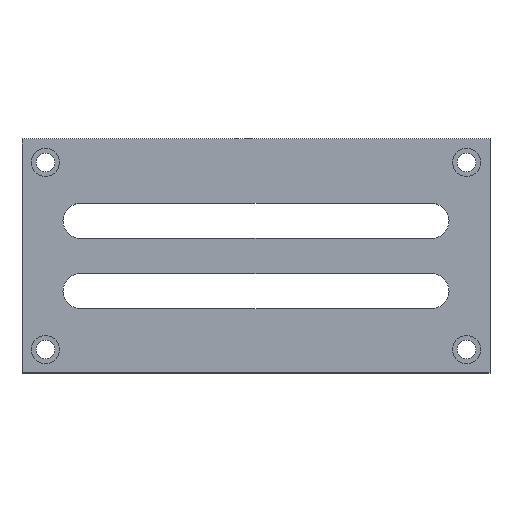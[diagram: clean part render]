
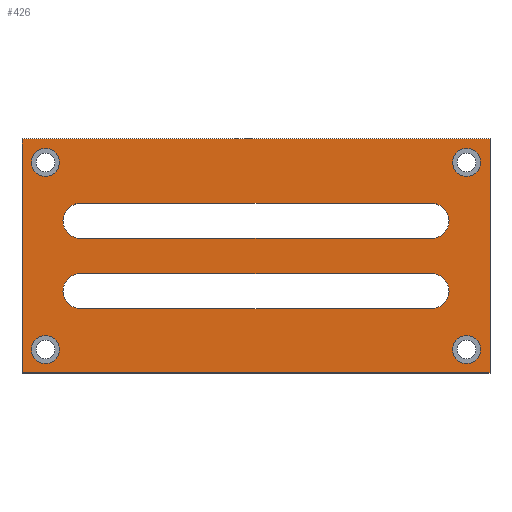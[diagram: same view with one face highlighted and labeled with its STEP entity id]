
A CAD part, top view. The second image highlights one B-rep face of the part: STEP entity #426.
In plain terms, the highlighted planar face has unit normal (0, 0, 1).
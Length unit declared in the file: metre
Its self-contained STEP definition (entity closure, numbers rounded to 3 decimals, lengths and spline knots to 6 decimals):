
#20=LINE('',#669,#48);
#21=LINE('',#672,#49);
#22=LINE('',#674,#50);
#23=LINE('',#676,#51);
#24=LINE('',#680,#52);
#25=LINE('',#684,#53);
#26=LINE('',#688,#54);
#27=LINE('',#692,#55);
#48=VECTOR('',#545,1.);
#49=VECTOR('',#546,1.);
#50=VECTOR('',#547,1.);
#51=VECTOR('',#548,1.);
#52=VECTOR('',#551,1.);
#53=VECTOR('',#554,1.);
#54=VECTOR('',#557,1.);
#55=VECTOR('',#560,1.);
#76=PLANE('',#473);
#98=ORIENTED_EDGE('',*,*,#202,.F.);
#99=ORIENTED_EDGE('',*,*,#203,.T.);
#100=ORIENTED_EDGE('',*,*,#204,.F.);
#101=ORIENTED_EDGE('',*,*,#205,.F.);
#102=ORIENTED_EDGE('',*,*,#206,.T.);
#103=ORIENTED_EDGE('',*,*,#207,.T.);
#104=ORIENTED_EDGE('',*,*,#208,.F.);
#105=ORIENTED_EDGE('',*,*,#209,.T.);
#106=ORIENTED_EDGE('',*,*,#210,.T.);
#107=ORIENTED_EDGE('',*,*,#211,.T.);
#108=ORIENTED_EDGE('',*,*,#212,.F.);
#109=ORIENTED_EDGE('',*,*,#213,.T.);
#110=ORIENTED_EDGE('',*,*,#214,.T.);
#111=ORIENTED_EDGE('',*,*,#215,.T.);
#112=ORIENTED_EDGE('',*,*,#216,.F.);
#113=ORIENTED_EDGE('',*,*,#217,.T.);
#202=EDGE_CURVE('',#254,#254,#294,.T.);
#203=EDGE_CURVE('',#255,#255,#295,.T.);
#204=EDGE_CURVE('',#256,#256,#296,.T.);
#205=EDGE_CURVE('',#257,#258,#20,.T.);
#206=EDGE_CURVE('',#257,#259,#21,.T.);
#207=EDGE_CURVE('',#259,#260,#22,.T.);
#208=EDGE_CURVE('',#258,#260,#23,.T.);
#209=EDGE_CURVE('',#261,#262,#297,.T.);
#210=EDGE_CURVE('',#262,#263,#24,.T.);
#211=EDGE_CURVE('',#263,#264,#298,.T.);
#212=EDGE_CURVE('',#261,#264,#25,.T.);
#213=EDGE_CURVE('',#265,#266,#299,.T.);
#214=EDGE_CURVE('',#266,#267,#26,.T.);
#215=EDGE_CURVE('',#267,#268,#300,.T.);
#216=EDGE_CURVE('',#265,#268,#27,.T.);
#217=EDGE_CURVE('',#269,#269,#301,.T.);
#254=VERTEX_POINT('',#664);
#255=VERTEX_POINT('',#666);
#256=VERTEX_POINT('',#668);
#257=VERTEX_POINT('',#670);
#258=VERTEX_POINT('',#671);
#259=VERTEX_POINT('',#673);
#260=VERTEX_POINT('',#675);
#261=VERTEX_POINT('',#678);
#262=VERTEX_POINT('',#679);
#263=VERTEX_POINT('',#681);
#264=VERTEX_POINT('',#683);
#265=VERTEX_POINT('',#686);
#266=VERTEX_POINT('',#687);
#267=VERTEX_POINT('',#689);
#268=VERTEX_POINT('',#691);
#269=VERTEX_POINT('',#694);
#294=CIRCLE('',#474,0.006);
#295=CIRCLE('',#475,0.006);
#296=CIRCLE('',#476,0.006);
#297=CIRCLE('',#477,0.0075);
#298=CIRCLE('',#478,0.0075);
#299=CIRCLE('',#479,0.0075);
#300=CIRCLE('',#480,0.0075);
#301=CIRCLE('',#481,0.006);
#318=EDGE_LOOP('',(#98));
#319=EDGE_LOOP('',(#99));
#320=EDGE_LOOP('',(#100));
#321=EDGE_LOOP('',(#101,#102,#103,#104));
#322=EDGE_LOOP('',(#105,#106,#107,#108));
#323=EDGE_LOOP('',(#109,#110,#111,#112));
#324=EDGE_LOOP('',(#113));
#368=FACE_BOUND('',#318,.T.);
#369=FACE_BOUND('',#319,.T.);
#370=FACE_BOUND('',#320,.T.);
#371=FACE_BOUND('',#321,.T.);
#372=FACE_BOUND('',#322,.T.);
#373=FACE_BOUND('',#323,.T.);
#374=FACE_BOUND('',#324,.T.);
#426=ADVANCED_FACE('',(#368,#369,#370,#371,#372,#373,#374),#76,.T.);
#473=AXIS2_PLACEMENT_3D('',#662,#537,#538);
#474=AXIS2_PLACEMENT_3D('',#663,#539,#540);
#475=AXIS2_PLACEMENT_3D('',#665,#541,#542);
#476=AXIS2_PLACEMENT_3D('',#667,#543,#544);
#477=AXIS2_PLACEMENT_3D('',#677,#549,#550);
#478=AXIS2_PLACEMENT_3D('',#682,#552,#553);
#479=AXIS2_PLACEMENT_3D('',#685,#555,#556);
#480=AXIS2_PLACEMENT_3D('',#690,#558,#559);
#481=AXIS2_PLACEMENT_3D('',#693,#561,#562);
#537=DIRECTION('',(0.,0.,1.));
#538=DIRECTION('',(1.,0.,0.));
#539=DIRECTION('',(0.,0.,1.));
#540=DIRECTION('',(1.,0.,0.));
#541=DIRECTION('',(0.,0.,-1.));
#542=DIRECTION('',(1.,0.,0.));
#543=DIRECTION('',(0.,0.,1.));
#544=DIRECTION('',(1.,0.,0.));
#545=DIRECTION('',(0.,1.,0.));
#546=DIRECTION('',(1.,0.,0.));
#547=DIRECTION('',(0.,1.,0.));
#548=DIRECTION('',(1.,0.,0.));
#549=DIRECTION('',(0.,0.,-1.));
#550=DIRECTION('',(1.,0.,0.));
#551=DIRECTION('',(1.,0.,0.));
#552=DIRECTION('',(0.,0.,-1.));
#553=DIRECTION('',(1.,0.,0.));
#554=DIRECTION('',(1.,0.,0.));
#555=DIRECTION('',(0.,0.,-1.));
#556=DIRECTION('',(1.,0.,0.));
#557=DIRECTION('',(1.,0.,0.));
#558=DIRECTION('',(0.,0.,-1.));
#559=DIRECTION('',(1.,0.,0.));
#560=DIRECTION('',(1.,0.,0.));
#561=DIRECTION('',(0.,0.,-1.));
#562=DIRECTION('',(1.,0.,0.));
#662=CARTESIAN_POINT('',(0.1,0.05,0.01));
#663=CARTESIAN_POINT('',(0.01,0.09,0.01));
#664=CARTESIAN_POINT('',(0.016,0.09,0.01));
#665=CARTESIAN_POINT('',(0.19,0.09,0.01));
#666=CARTESIAN_POINT('',(0.196,0.09,0.01));
#667=CARTESIAN_POINT('',(0.01,0.01,0.01));
#668=CARTESIAN_POINT('',(0.016,0.01,0.01));
#669=CARTESIAN_POINT('',(0.,0.05,0.01));
#670=CARTESIAN_POINT('',(0.,0.,0.01));
#671=CARTESIAN_POINT('',(0.,0.1,0.01));
#672=CARTESIAN_POINT('',(0.1,0.,0.01));
#673=CARTESIAN_POINT('',(0.2,0.,0.01));
#674=CARTESIAN_POINT('',(0.2,0.05,0.01));
#675=CARTESIAN_POINT('',(0.2,0.1,0.01));
#676=CARTESIAN_POINT('',(0.1,0.1,0.01));
#677=CARTESIAN_POINT('',(0.025,0.035,0.01));
#678=CARTESIAN_POINT('',(0.025,0.0275,0.01));
#679=CARTESIAN_POINT('',(0.025,0.0425,0.01));
#680=CARTESIAN_POINT('',(0.1,0.0425,0.01));
#681=CARTESIAN_POINT('',(0.175,0.0425,0.01));
#682=CARTESIAN_POINT('',(0.175,0.035,0.01));
#683=CARTESIAN_POINT('',(0.175,0.0275,0.01));
#684=CARTESIAN_POINT('',(0.1,0.0275,0.01));
#685=CARTESIAN_POINT('',(0.025,0.065,0.01));
#686=CARTESIAN_POINT('',(0.025,0.0575,0.01));
#687=CARTESIAN_POINT('',(0.025,0.0725,0.01));
#688=CARTESIAN_POINT('',(0.1,0.0725,0.01));
#689=CARTESIAN_POINT('',(0.175,0.0725,0.01));
#690=CARTESIAN_POINT('',(0.175,0.065,0.01));
#691=CARTESIAN_POINT('',(0.175,0.0575,0.01));
#692=CARTESIAN_POINT('',(0.1,0.0575,0.01));
#693=CARTESIAN_POINT('',(0.19,0.01,0.01));
#694=CARTESIAN_POINT('',(0.196,0.01,0.01));
